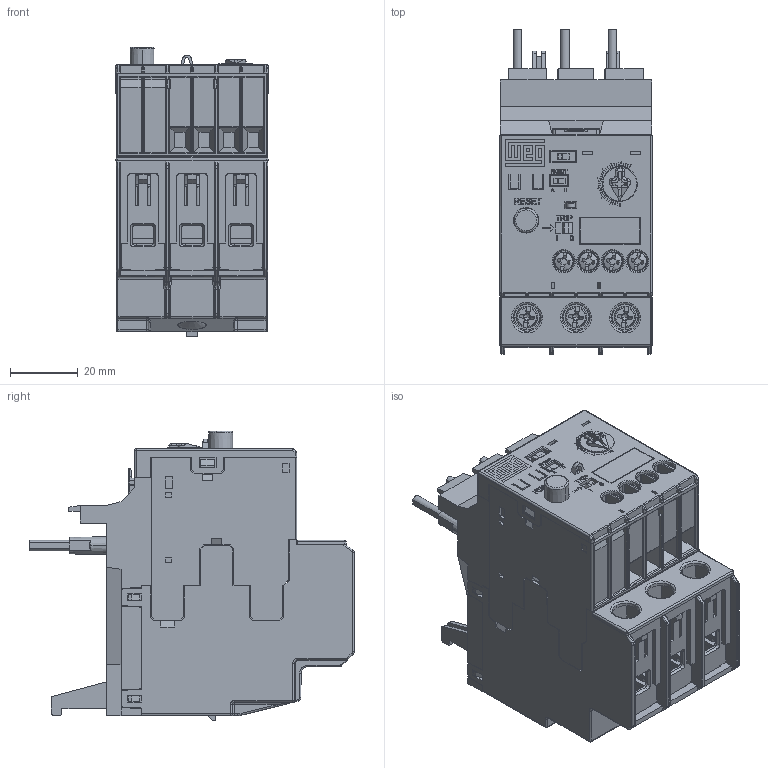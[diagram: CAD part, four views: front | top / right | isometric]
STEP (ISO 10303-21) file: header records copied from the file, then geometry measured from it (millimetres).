
FILE_DESCRIPTION (( 'STEP AP203' ), '1' );
FILE_NAME ('RWB40E-3-A4U002.STEP', '2020-08-11T15:21:21', ( '' ), ( '' ), 'SwSTEP 2.0', 'SolidWorks 2019', '' );
FILE_SCHEMA (( 'CONFIG_CONTROL_DESIGN' ));
Products named in the file (1): RWB40E-3-A4U002
Bounding box: 45 x 96 x 85.6 mm (x, y, z)
Volume: 163468.5 mm3; surface area: 67793.6 mm2
Topology: 23 solids, 23 shells, 2845 faces, 7537 edges, 4809 vertices
Faces by surface type: plane 1791, cylinder 543, bspline 341, cone 95, sphere 75
Entity records: 99725 total; most frequent: CARTESIAN_POINT 32714, ORIENTED_EDGE 14954, DIRECTION 12221, EDGE_CURVE 7477, VECTOR 5123, LINE 5123, VERTEX_POINT 4804, AXIS2_PLACEMENT_3D 3549
